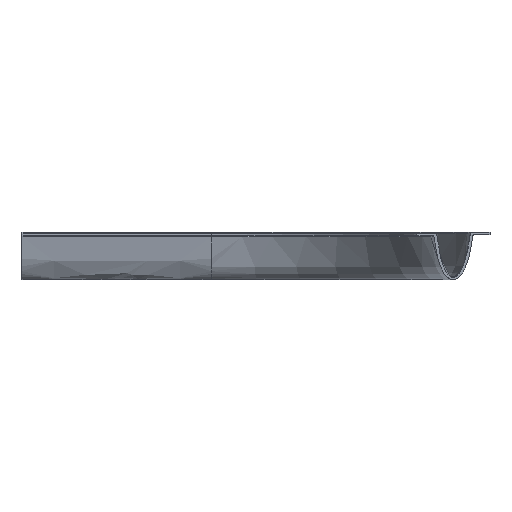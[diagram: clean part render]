
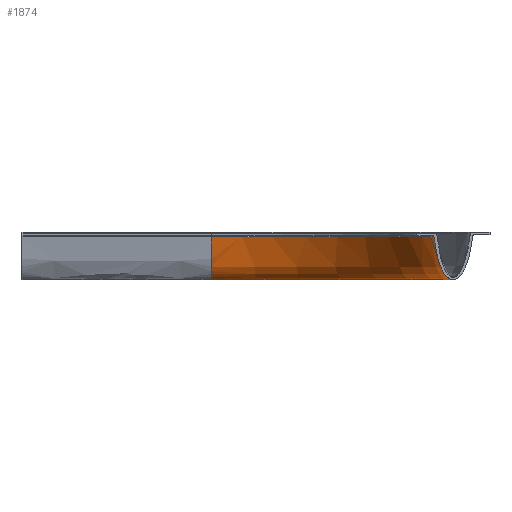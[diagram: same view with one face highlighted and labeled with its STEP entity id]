
A CAD part, front view. The second image highlights one B-rep face of the part: STEP entity #1874.
In plain terms, the highlighted face is a revolution surface.
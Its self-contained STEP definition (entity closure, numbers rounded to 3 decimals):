
#686 = VERTEX_POINT('',#687);
#687 = CARTESIAN_POINT('',(399.086,327.3,-0.882));
#872 = EDGE_CURVE('',#873,#686,#875,.T.);
#873 = VERTEX_POINT('',#874);
#874 = CARTESIAN_POINT('',(364.545,327.3,-1.894));
#875 = B_SPLINE_CURVE_WITH_KNOTS('',3,(#876,#877,#878,#879),
  .UNSPECIFIED.,.F.,.F.,(4,4),(0.,426.92),
  .PIECEWISE_BEZIER_KNOTS.);
#876 = CARTESIAN_POINT('',(364.452,327.3,-1.));
#877 = CARTESIAN_POINT('',(369.717,327.3,-52.832));
#878 = CARTESIAN_POINT('',(393.169,327.3,-52.832));
#879 = CARTESIAN_POINT('',(399.188,327.3,0.));
#1511 = VERTEX_POINT('',#1512);
#1512 = CARTESIAN_POINT('',(167.4,558.986,-0.882));
#1618 = EDGE_CURVE('',#686,#1511,#1619,.T.);
#1619 = ( BOUNDED_CURVE() B_SPLINE_CURVE(14,(#1620,#1621,#1622,#1623,
    #1624,#1625,#1626,#1627,#1628,#1629,#1630,#1631,#1632,#1633,#1634),
.UNSPECIFIED.,.F.,.F.) B_SPLINE_CURVE_WITH_KNOTS((15,15),(
327.307,691.372),.PIECEWISE_BEZIER_KNOTS.) CURVE() 
GEOMETRIC_REPRESENTATION_ITEM() RATIONAL_B_SPLINE_CURVE((1.,1.,
    1.,1.,1.,1.,
    1.,1.,1.,1.,
    1.,1.,1.,1.,1.)) 
REPRESENTATION_ITEM('') );
#1620 = CARTESIAN_POINT('',(399.086,327.3,-0.882));
#1621 = CARTESIAN_POINT('',(399.086,353.415,-0.882
    ));
#1622 = CARTESIAN_POINT('',(395.916,379.519,
    -0.882));
#1623 = CARTESIAN_POINT('',(389.579,405.42,
    -0.882));
#1624 = CARTESIAN_POINT('',(380.017,429.751,
    -0.882));
#1625 = CARTESIAN_POINT('',(367.998,453.187,
    -0.882));
#1626 = CARTESIAN_POINT('',(352.779,475.115,
    -0.882));
#1627 = CARTESIAN_POINT('',(335.21,495.051,
    -0.882));
#1628 = CARTESIAN_POINT('',(315.194,512.739,
    -0.882));
#1629 = CARTESIAN_POINT('',(293.295,527.849,
    -0.882));
#1630 = CARTESIAN_POINT('',(269.811,540.088,
    -0.882));
#1631 = CARTESIAN_POINT('',(245.205,549.51,
    -0.882));
#1632 = CARTESIAN_POINT('',(219.526,555.841,
    -0.882));
#1633 = CARTESIAN_POINT('',(193.412,558.986,
    -0.882));
#1634 = CARTESIAN_POINT('',(167.4,558.986,-0.882));
#1874 = ADVANCED_FACE('',(#1875),#1906,.T.);
#1875 = FACE_BOUND('',#1876,.T.);
#1876 = EDGE_LOOP('',(#1877,#1878,#1898,#1905));
#1877 = ORIENTED_EDGE('',*,*,#872,.F.);
#1878 = ORIENTED_EDGE('',*,*,#1879,.T.);
#1879 = EDGE_CURVE('',#873,#1880,#1882,.T.);
#1880 = VERTEX_POINT('',#1881);
#1881 = CARTESIAN_POINT('',(167.4,524.445,-1.894));
#1882 = ( BOUNDED_CURVE() B_SPLINE_CURVE(14,(#1883,#1884,#1885,#1886,
    #1887,#1888,#1889,#1890,#1891,#1892,#1893,#1894,#1895,#1896,#1897),
.UNSPECIFIED.,.F.,.F.) B_SPLINE_CURVE_WITH_KNOTS((15,15),(
327.294,636.816),.PIECEWISE_BEZIER_KNOTS.) CURVE() 
GEOMETRIC_REPRESENTATION_ITEM() RATIONAL_B_SPLINE_CURVE((1.,1.,1.,
    1.,1.,1.,1.,
    1.,1.,1.,1.,
1.,1.,1.,1.)) REPRESENTATION_ITEM('') );
#1883 = CARTESIAN_POINT('',(364.545,327.3,-1.894));
#1884 = CARTESIAN_POINT('',(364.545,349.517,
    -1.894));
#1885 = CARTESIAN_POINT('',(361.849,371.72,
    -1.893));
#1886 = CARTESIAN_POINT('',(356.461,393.785,
    -1.894));
#1887 = CARTESIAN_POINT('',(348.311,414.471,
    -1.894));
#1888 = CARTESIAN_POINT('',(338.099,434.416,
    -1.894));
#1889 = CARTESIAN_POINT('',(325.141,453.074,
    -1.894));
#1890 = CARTESIAN_POINT('',(310.197,470.042,
    -1.894));
#1891 = CARTESIAN_POINT('',(293.162,485.088,
    -1.894));
#1892 = CARTESIAN_POINT('',(274.528,497.952,
    -1.894));
#1893 = CARTESIAN_POINT('',(254.548,508.352,
    -1.894));
#1894 = CARTESIAN_POINT('',(233.627,516.381,
    -1.894));
#1895 = CARTESIAN_POINT('',(211.757,521.768,
    -1.894));
#1896 = CARTESIAN_POINT('',(189.536,524.445,
    -1.894));
#1897 = CARTESIAN_POINT('',(167.4,524.445,-1.894));
#1898 = ORIENTED_EDGE('',*,*,#1899,.T.);
#1899 = EDGE_CURVE('',#1880,#1511,#1900,.T.);
#1900 = B_SPLINE_CURVE_WITH_KNOTS('',3,(#1901,#1902,#1903,#1904),
  .UNSPECIFIED.,.F.,.F.,(4,4),(0.,426.92),
  .PIECEWISE_BEZIER_KNOTS.);
#1901 = CARTESIAN_POINT('',(167.4,524.352,-1.));
#1902 = CARTESIAN_POINT('',(167.4,529.617,-52.832));
#1903 = CARTESIAN_POINT('',(167.4,553.069,-52.832));
#1904 = CARTESIAN_POINT('',(167.4,559.088,0.));
#1905 = ORIENTED_EDGE('',*,*,#1618,.F.);
#1906 = SURFACE_OF_REVOLUTION('',#1907,#1912);
#1907 = B_SPLINE_CURVE_WITH_KNOTS('',3,(#1908,#1909,#1910,#1911),
  .UNSPECIFIED.,.F.,.F.,(4,4),(0.,426.92),
  .PIECEWISE_BEZIER_KNOTS.);
#1908 = CARTESIAN_POINT('',(364.452,327.3,-1.));
#1909 = CARTESIAN_POINT('',(369.717,327.3,-52.832));
#1910 = CARTESIAN_POINT('',(393.169,327.3,-52.832));
#1911 = CARTESIAN_POINT('',(399.188,327.3,0.));
#1912 = AXIS1_PLACEMENT('',#1913,#1914);
#1913 = CARTESIAN_POINT('',(167.4,327.3,1.));
#1914 = DIRECTION('',(0.,0.,1.));
